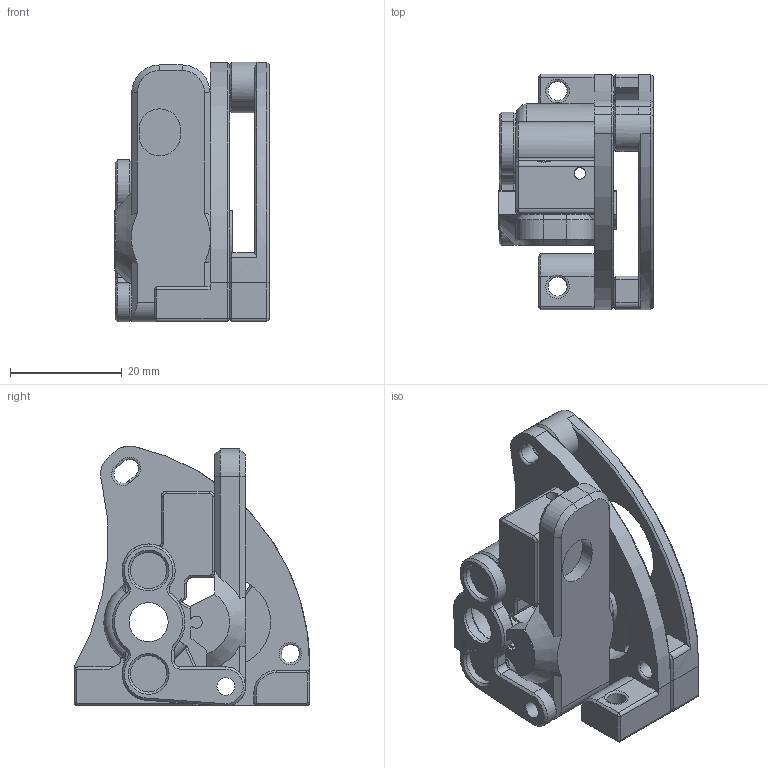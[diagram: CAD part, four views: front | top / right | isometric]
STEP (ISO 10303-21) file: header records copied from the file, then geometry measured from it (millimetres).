
FILE_DESCRIPTION(/* description */ (''),/* implementation_level */ '2;1');
FILE_NAME(/* name */ 'Sailfin v70.step',/* time_stamp */ '2021-02-06T19:19:52-08:00',/* author */ (''),/* organization */ (''),/* preprocessor_version */ 'ST-DEVELOPER v18.1',/* originating_system */ 'Autodesk Translation Framework v9.7.0.1280',/* authorisation */ '');
FILE_SCHEMA (('AUTOMOTIVE_DESIGN { 1 0 10303 214 3 1 1 }'));
Length unit declared in the file: millimetre
Products named in the file (7): Sailfin; Component3; Sailfin Printed; Rear; Mid; Lever; Front
Assembly tree (6 placements, depth 4):
  Sailfin
    Component3
      Sailfin Printed
        Rear
        Mid
        Lever
        Front
Bounding box: 27.6 x 42.13 x 46.52 mm (x, y, z)
Volume: 17016.1 mm3; surface area: 13333.4 mm2
Topology: 4 solids, 4 shells, 399 faces, 995 edges, 608 vertices
Faces by surface type: plane 132, cylinder 125, cone 113, torus 16, bspline 13
Full cylindrical faces by diameter (mm): 2.1 x2, 3.2 x8, 3.4 x6, 4 x5, 4.2 x1, 6.5 x2, 7 x2, 8 x1, 8.1 x2, 17 x1
Entity records: 12687 total; most frequent: CARTESIAN_POINT 2818, DIRECTION 2131, ORIENTED_EDGE 1986, EDGE_CURVE 993, AXIS2_PLACEMENT_3D 823, VERTEX_POINT 608, LINE 485, VECTOR 485
